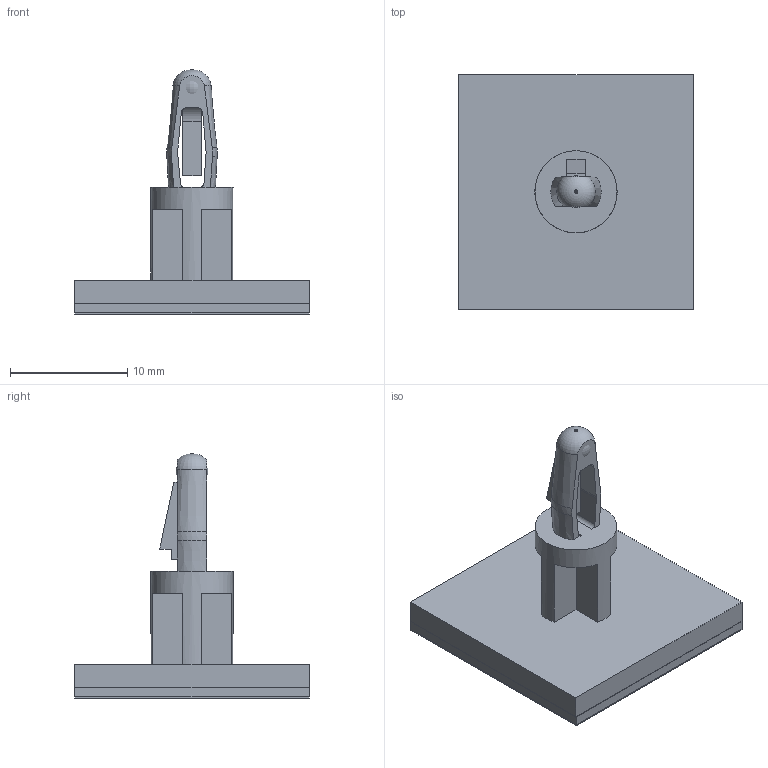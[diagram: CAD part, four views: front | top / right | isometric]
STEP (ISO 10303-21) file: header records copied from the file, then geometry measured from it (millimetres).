
FILE_DESCRIPTION(/* description */ ('Unknown'),/* implementation_level */ '2;1');
FILE_NAME(/* name */ '709264000',/* time_stamp */ '2016-11-10T09:43:03+01:00',/* author */ ('Unknown'),/* organization */ ('Unknown'),/* preprocessor_version */ 'ST-DEVELOPER v16.7',/* originating_system */ 'DEX',/* authorisation */ $);
FILE_SCHEMA (('AUTOMOTIVE_DESIGN {1 0 10303 214 3 1 1}'));
Length unit declared in the file: millimetre
Products named in the file (4): 709264000; 70926x000AdhesiveTape; 70926x000AdhesiveTapeFoil
Assembly tree (3 placements, depth 2):
  709264000
    709264000
    70926x000AdhesiveTape
    70926x000AdhesiveTapeFoil
Bounding box: 20 x 20 x 20.81 mm (x, y, z)
Volume: 1407.4 mm3; surface area: 3061 mm2
Topology: 3 solids, 3 shells, 61 faces, 165 edges, 110 vertices
Faces by surface type: plane 46, cylinder 8, cone 4, torus 3
Full cylindrical faces by diameter (mm): 7 x1
Entity records: 2004 total; most frequent: CARTESIAN_POINT 387, ORIENTED_EDGE 320, DIRECTION 305, EDGE_CURVE 160, LINE 113, VECTOR 113, VERTEX_POINT 108, AXIS2_PLACEMENT_3D 96
